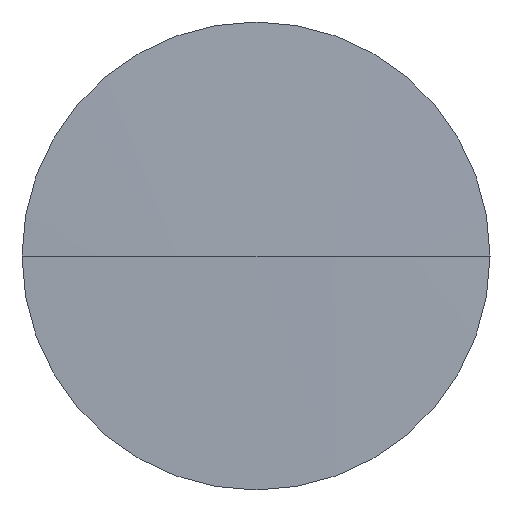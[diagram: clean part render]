
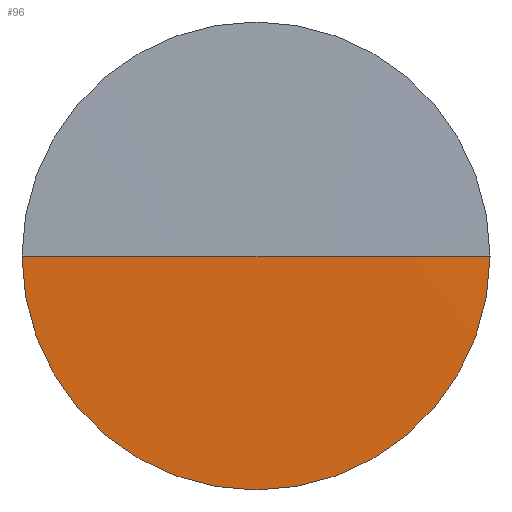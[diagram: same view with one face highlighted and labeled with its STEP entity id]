
A CAD part, left-side view. The second image highlights one B-rep face of the part: STEP entity #96.
In plain terms, the highlighted spherical face has radius 921.781 mm.
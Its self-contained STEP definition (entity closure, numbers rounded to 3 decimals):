
#12 = ORIENTED_EDGE ( 'NONE', *, *, #345, .F. ) ;
#29 = AXIS2_PLACEMENT_3D ( 'NONE', #220, #132, #135 ) ;
#41 = DIRECTION ( 'NONE',  ( -1., 0., 0. ) ) ;
#42 = VERTEX_POINT ( 'NONE', #332 ) ;
#49 = VERTEX_POINT ( 'NONE', #214 ) ;
#55 = FACE_OUTER_BOUND ( 'NONE', #331, .T. ) ;
#56 = SPHERICAL_SURFACE ( 'NONE', #192, 921.781 ) ;
#59 = CIRCLE ( 'NONE', #122, 25.4 ) ;
#64 = AXIS2_PLACEMENT_3D ( 'NONE', #304, #170, #297 ) ;
#71 = ORIENTED_EDGE ( 'NONE', *, *, #250, .T. ) ;
#78 = CIRCLE ( 'NONE', #29, 921.781 ) ;
#96 = ADVANCED_FACE ( 'NONE', ( #55 ), #56, .T. ) ;
#106 = DIRECTION ( 'NONE',  ( 0., 0., 1. ) ) ;
#108 = CIRCLE ( 'NONE', #64, 25.4 ) ;
#122 = AXIS2_PLACEMENT_3D ( 'NONE', #197, #41, #190 ) ;
#125 = ORIENTED_EDGE ( 'NONE', *, *, #290, .T. ) ;
#131 = CIRCLE ( 'NONE', #319, 921.781 ) ;
#132 = DIRECTION ( 'NONE',  ( 0., 0., -1. ) ) ;
#135 = DIRECTION ( 'NONE',  ( 0., 1., 0. ) ) ;
#168 = VERTEX_POINT ( 'NONE', #263 ) ;
#170 = DIRECTION ( 'NONE',  ( -1., 0., 0. ) ) ;
#179 = ORIENTED_EDGE ( 'NONE', *, *, #316, .T. ) ;
#188 = DIRECTION ( 'NONE',  ( 0., 0., -1. ) ) ;
#190 = DIRECTION ( 'NONE',  ( 0., 0., 1. ) ) ;
#192 = AXIS2_PLACEMENT_3D ( 'NONE', #294, #188, #237 ) ;
#197 = CARTESIAN_POINT ( 'NONE',  ( 171.416, 97.232, 0. ) ) ;
#214 = CARTESIAN_POINT ( 'NONE',  ( 171.416, 122.632, 0. ) ) ;
#215 = CARTESIAN_POINT ( 'NONE',  ( 171.416, 71.832, 0. ) ) ;
#219 = VERTEX_POINT ( 'NONE', #215 ) ;
#220 = CARTESIAN_POINT ( 'NONE',  ( 1092.848, 97.232, 0. ) ) ;
#237 = DIRECTION ( 'NONE',  ( 0., 1., 0. ) ) ;
#250 = EDGE_CURVE ( 'NONE', #219, #168, #78, .T. ) ;
#263 = CARTESIAN_POINT ( 'NONE',  ( 171.066, 97.232, 0. ) ) ;
#268 = DIRECTION ( 'NONE',  ( 1., 0., 0. ) ) ;
#274 = CARTESIAN_POINT ( 'NONE',  ( 1092.848, 97.232, 0. ) ) ;
#290 = EDGE_CURVE ( 'NONE', #49, #42, #59, .T. ) ;
#294 = CARTESIAN_POINT ( 'NONE',  ( 1092.848, 97.232, 0. ) ) ;
#297 = DIRECTION ( 'NONE',  ( 0., 0., 1. ) ) ;
#304 = CARTESIAN_POINT ( 'NONE',  ( 171.416, 97.232, 0. ) ) ;
#316 = EDGE_CURVE ( 'NONE', #42, #219, #108, .T. ) ;
#319 = AXIS2_PLACEMENT_3D ( 'NONE', #274, #106, #268 ) ;
#331 = EDGE_LOOP ( 'NONE', ( #125, #179, #71, #12 ) ) ;
#332 = CARTESIAN_POINT ( 'NONE',  ( 171.416, 97.232, -25.4 ) ) ;
#345 = EDGE_CURVE ( 'NONE', #49, #168, #131, .T. ) ;
